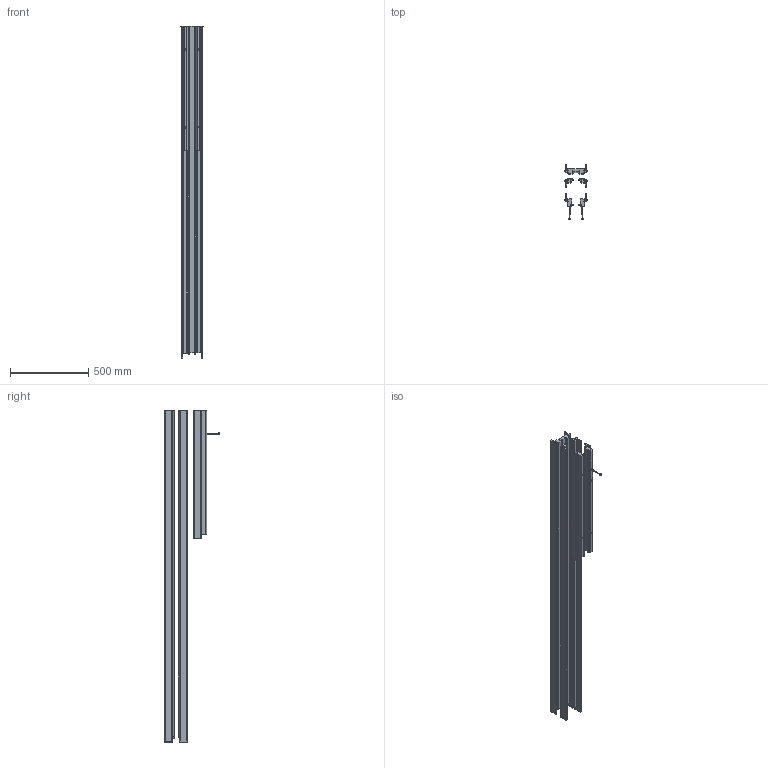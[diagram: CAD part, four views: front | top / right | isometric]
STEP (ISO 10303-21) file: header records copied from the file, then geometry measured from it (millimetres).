
FILE_DESCRIPTION(/* description */ (''),/* implementation_level */ '2;1');
FILE_NAME(/* name */ 'SAF-INSIDE789F.stp',/* time_stamp */ '2019-08-08T11:24:53+02:00',/* author */ ('Marc'),/* organization */ (''),/* preprocessor_version */ 'ST-DEVELOPER v17.2',/* originating_system */ 'Autodesk Inventor 2019',/* authorisation */ '');
FILE_SCHEMA (('AUTOMOTIVE_DESIGN { 1 0 10303 214 3 1 1 }'));
Length unit declared in the file: millimetre
Products named in the file (12): SAF-INSIDE789F; baguette; entretoise; montant; Habillage entretoise; 21766_brosse sapin L1585; brosse sapin L0.8; Habillage vertical; 21771; 21791; 21792; 21793
Assembly tree (27 placements, depth 2):
  SAF-INSIDE789F
    baguette  x2
    entretoise  x2
    montant
    Habillage vertical  x4
    Habillage entretoise  x2
    21766_brosse sapin L1585  x2
    brosse sapin L0.8  x2
    21771  x2
    21791  x2
    21792  x2
    21793  x6
Bounding box: 146 x 352.23 x 2122.18 mm (x, y, z)
Volume: 14861365.7 mm3; surface area: 3287729.6 mm2
Topology: 27 solids, 27 shells, 664 faces, 1854 edges, 1238 vertices
Faces by surface type: plane 394, cylinder 220, bspline 28, cone 12, torus 8, sphere 2
Full cylindrical faces by diameter (mm): 1.5 x6, 3.55 x50, 5.1 x4, 11.7 x2
Entity records: 14148 total; most frequent: CARTESIAN_POINT 5348, ORIENTED_EDGE 1802, DIRECTION 1664, EDGE_CURVE 901, VERTEX_POINT 603, LINE 600, VECTOR 600, AXIS2_PLACEMENT_3D 532
